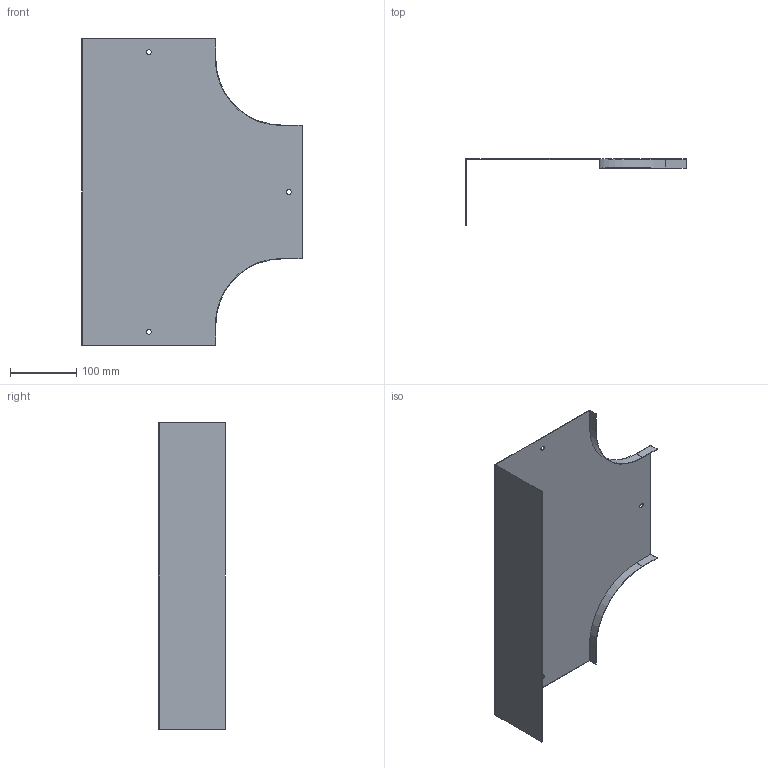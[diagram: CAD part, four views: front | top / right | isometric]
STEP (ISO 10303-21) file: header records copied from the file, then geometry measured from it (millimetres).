
FILE_DESCRIPTION (( 'STEP AP203' ), '1' );
FILE_NAME ('Êðûøêà íà îòâåòâèòåëü DPT_38044.STEP', '2012-11-09T12:54:45', ( 'Àñååâ' ), ( '' ), 'SwSTEP 2.0', 'SolidWorks 2012', '' );
FILE_SCHEMA (( 'CONFIG_CONTROL_DESIGN' ));
Length unit declared in the file: millimetre
Products named in the file (1): Êðûøêà íà îòâåòâèòåëü DPT_38044
Bounding box: 332 x 100 x 462 mm (x, y, z)
Volume: 140211.5 mm3; surface area: 351984.9 mm2
Topology: 1 solids, 1 shells, 25 faces, 70 edges, 47 vertices
Faces by surface type: plane 18, cylinder 7
Full cylindrical faces by diameter (mm): 7 x3
Entity records: 871 total; most frequent: CARTESIAN_POINT 138, DIRECTION 132, ORIENTED_EDGE 132, EDGE_CURVE 66, LINE 52, VECTOR 52, VERTEX_POINT 46, AXIS2_PLACEMENT_3D 40
